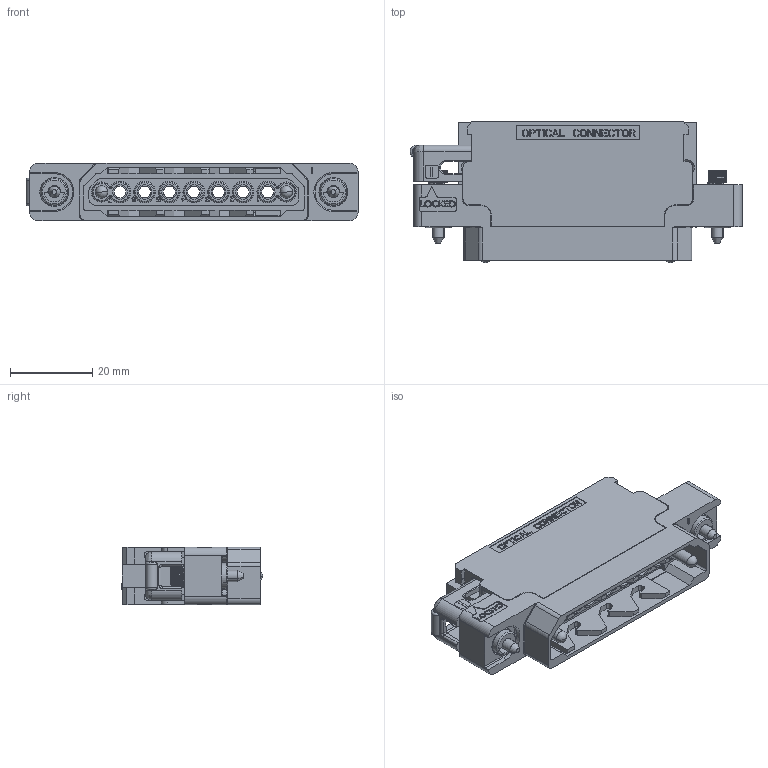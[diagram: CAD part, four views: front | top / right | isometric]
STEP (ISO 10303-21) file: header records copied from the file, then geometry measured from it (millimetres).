
FILE_DESCRIPTION((''),'2;1');
FILE_NAME('1900ND90P2A00A','2020-09-11T',('presta_be4'),(''),'CREO PARAMETRIC BY PTC INC, 2018360','CREO PARAMETRIC BY PTC INC, 2018360','');
FILE_SCHEMA(('CONFIG_CONTROL_DESIGN'));
Products named in the file (1): 1900ND90P2A00A
Bounding box: 80.9 x 34.39 x 14 mm (x, y, z)
Volume: 21397.3 mm3; surface area: 25350.4 mm2
Topology: 4 solids, 5 shells, 4217 faces, 11742 edges, 7695 vertices
Faces by surface type: plane 3059, cylinder 549, cone 265, extrusion 230, torus 100, bspline 10, sphere 4
Entity records: 153801 total; most frequent: CARTESIAN_POINT 46951, ORIENTED_EDGE 23458, DIRECTION 20165, EDGE_CURVE 11729, VECTOR 8789, LINE 8559, VERTEX_POINT 7694, AXIS2_PLACEMENT_3D 5688
